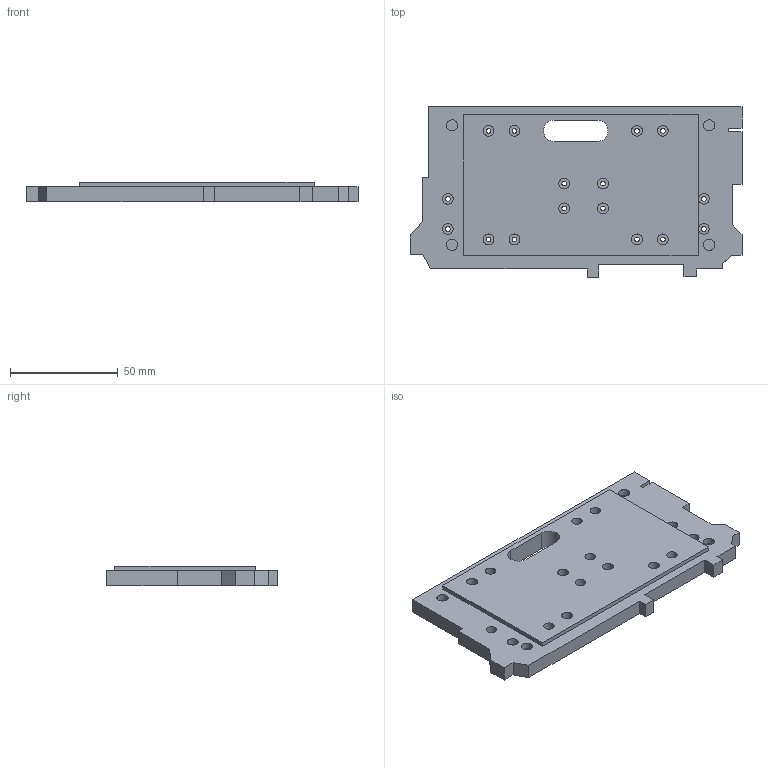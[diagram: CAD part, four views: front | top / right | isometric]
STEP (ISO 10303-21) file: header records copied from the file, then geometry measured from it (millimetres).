
FILE_DESCRIPTION(/* description */ (''),/* implementation_level */ '2;1');
FILE_NAME(/* name */ 'Support Camera v4.stp',/* time_stamp */ '2020-12-05T17:58:06+01:00',/* author */ (''),/* organization */ (''),/* preprocessor_version */ 'ST-DEVELOPER v18.1',/* originating_system */ 'Autodesk Translation Framework v9.3.0.1241',/* authorisation */ '');
FILE_SCHEMA (('AUTOMOTIVE_DESIGN { 1 0 10303 214 3 1 1 }'));
Length unit declared in the file: millimetre
Products named in the file (1): Support Camera
Bounding box: 154.33 x 79.39 x 9 mm (x, y, z)
Volume: 86543.6 mm3; surface area: 27886.3 mm2
Topology: 1 solids, 1 shells, 96 faces, 219 edges, 146 vertices
Faces by surface type: plane 58, cylinder 38
Full cylindrical faces by diameter (mm): 2.2 x16, 5 x16, 5.2 x4
Entity records: 2820 total; most frequent: DIRECTION 489, CARTESIAN_POINT 462, ORIENTED_EDGE 438, EDGE_CURVE 219, AXIS2_PLACEMENT_3D 173, EDGE_LOOP 151, VERTEX_POINT 146, LINE 143
